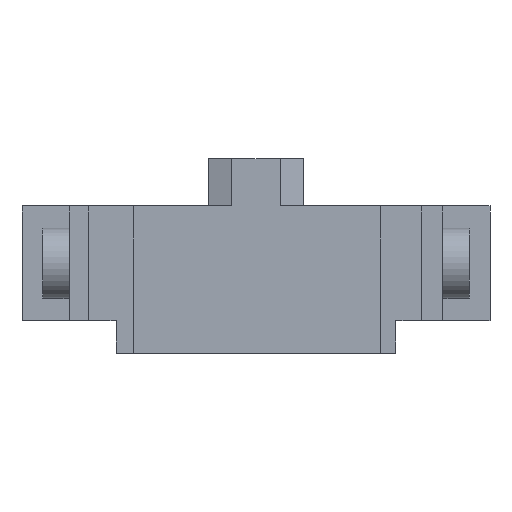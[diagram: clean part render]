
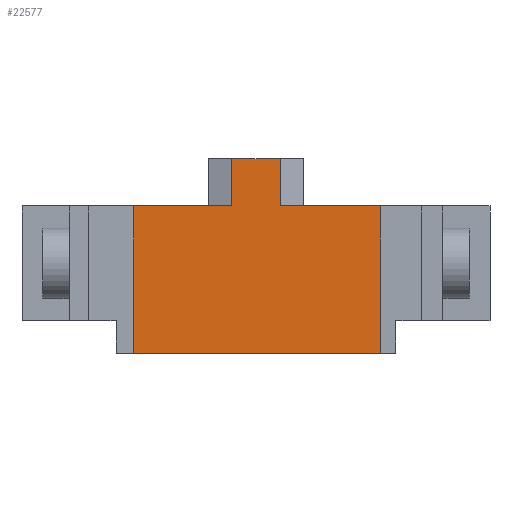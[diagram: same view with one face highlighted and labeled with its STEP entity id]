
A CAD part, front view. The second image highlights one B-rep face of the part: STEP entity #22577.
In plain terms, the highlighted planar face has unit normal (0, -1, 0).
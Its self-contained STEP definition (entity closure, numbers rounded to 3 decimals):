
#2900 = PLANE('',#2901);
#2901 = AXIS2_PLACEMENT_3D('',#2902,#2903,#2904);
#2902 = CARTESIAN_POINT('',(-15.9,-20.,3.4));
#2903 = DIRECTION('',(0.,0.,1.));
#2904 = DIRECTION('',(1.,0.,-0.));
#3765 = PLANE('',#3766);
#3766 = AXIS2_PLACEMENT_3D('',#3767,#3768,#3769);
#3767 = CARTESIAN_POINT('',(8.45,-19.4,3.4));
#3768 = DIRECTION('',(-1.,0.,0.));
#3769 = DIRECTION('',(0.,-1.,0.));
#3793 = PLANE('',#3794);
#3794 = AXIS2_PLACEMENT_3D('',#3795,#3796,#3797);
#3795 = CARTESIAN_POINT('',(-12.7,-19.9,-6.6));
#3796 = DIRECTION('',(0.,0.,-1.));
#3797 = DIRECTION('',(0.,1.,0.));
#4752 = PLANE('',#4753);
#4753 = AXIS2_PLACEMENT_3D('',#4754,#4755,#4756);
#4754 = CARTESIAN_POINT('',(-8.3,-19.3,3.4));
#4755 = DIRECTION('',(-1.,0.,0.));
#4756 = DIRECTION('',(0.,-1.,0.));
#4780 = PLANE('',#4781);
#4781 = AXIS2_PLACEMENT_3D('',#4782,#4783,#4784);
#4782 = CARTESIAN_POINT('',(-15.9,-20.,3.4));
#4783 = DIRECTION('',(0.,0.,1.));
#4784 = DIRECTION('',(1.,0.,-0.));
#8198 = VERTEX_POINT('',#8199);
#8199 = CARTESIAN_POINT('',(1.65,-19.9,3.4));
#8215 = PLANE('',#8216);
#8216 = AXIS2_PLACEMENT_3D('',#8217,#8218,#8219);
#8217 = CARTESIAN_POINT('',(2.45,-19.667,3.4));
#8218 = DIRECTION('',(0.28,-0.96,0.));
#8219 = DIRECTION('',(0.,0.,-1.));
#8227 = EDGE_CURVE('',#8228,#8198,#8230,.T.);
#8228 = VERTEX_POINT('',#8229);
#8229 = CARTESIAN_POINT('',(8.45,-19.9,3.4));
#8230 = SURFACE_CURVE('',#8231,(#8235,#8242),.PCURVE_S1.);
#8231 = LINE('',#8232,#8233);
#8232 = CARTESIAN_POINT('',(12.7,-19.9,3.4));
#8233 = VECTOR('',#8234,1.);
#8234 = DIRECTION('',(-1.,0.,0.));
#8235 = PCURVE('',#2900,#8236);
#8236 = DEFINITIONAL_REPRESENTATION('',(#8237),#8241);
#8237 = LINE('',#8238,#8239);
#8238 = CARTESIAN_POINT('',(28.6,0.1));
#8239 = VECTOR('',#8240,1.);
#8240 = DIRECTION('',(-1.,0.));
#8241 = ( GEOMETRIC_REPRESENTATION_CONTEXT(2) 
PARAMETRIC_REPRESENTATION_CONTEXT() REPRESENTATION_CONTEXT('2D SPACE',''
  ) );
#8242 = PCURVE('',#8243,#8248);
#8243 = PLANE('',#8244);
#8244 = AXIS2_PLACEMENT_3D('',#8245,#8246,#8247);
#8245 = CARTESIAN_POINT('',(9.5,-19.9,-6.6));
#8246 = DIRECTION('',(0.,1.,0.));
#8247 = DIRECTION('',(0.,0.,1.));
#8248 = DEFINITIONAL_REPRESENTATION('',(#8249),#8253);
#8249 = LINE('',#8250,#8251);
#8250 = CARTESIAN_POINT('',(10.,3.2));
#8251 = VECTOR('',#8252,1.);
#8252 = DIRECTION('',(0.,-1.));
#8253 = ( GEOMETRIC_REPRESENTATION_CONTEXT(2) 
PARAMETRIC_REPRESENTATION_CONTEXT() REPRESENTATION_CONTEXT('2D SPACE',''
  ) );
#11722 = VERTEX_POINT('',#11723);
#11723 = CARTESIAN_POINT('',(-8.3,-19.9,-6.6));
#11754 = VERTEX_POINT('',#11755);
#11755 = CARTESIAN_POINT('',(8.45,-19.9,-6.6));
#11776 = EDGE_CURVE('',#11754,#11722,#11777,.T.);
#11777 = SURFACE_CURVE('',#11778,(#11782,#11789),.PCURVE_S1.);
#11778 = LINE('',#11779,#11780);
#11779 = CARTESIAN_POINT('',(8.45,-19.9,-6.6));
#11780 = VECTOR('',#11781,1.);
#11781 = DIRECTION('',(-1.,0.,0.));
#11782 = PCURVE('',#3793,#11783);
#11783 = DEFINITIONAL_REPRESENTATION('',(#11784),#11788);
#11784 = LINE('',#11785,#11786);
#11785 = CARTESIAN_POINT('',(0.,21.15));
#11786 = VECTOR('',#11787,1.);
#11787 = DIRECTION('',(0.,-1.));
#11788 = ( GEOMETRIC_REPRESENTATION_CONTEXT(2) 
PARAMETRIC_REPRESENTATION_CONTEXT() REPRESENTATION_CONTEXT('2D SPACE',''
  ) );
#11789 = PCURVE('',#8243,#11790);
#11790 = DEFINITIONAL_REPRESENTATION('',(#11791),#11795);
#11791 = LINE('',#11792,#11793);
#11792 = CARTESIAN_POINT('',(0.,-1.05));
#11793 = VECTOR('',#11794,1.);
#11794 = DIRECTION('',(0.,-1.));
#11795 = ( GEOMETRIC_REPRESENTATION_CONTEXT(2) 
PARAMETRIC_REPRESENTATION_CONTEXT() REPRESENTATION_CONTEXT('2D SPACE',''
  ) );
#12607 = EDGE_CURVE('',#11754,#8228,#12608,.T.);
#12608 = SURFACE_CURVE('',#12609,(#12613,#12620),.PCURVE_S1.);
#12609 = LINE('',#12610,#12611);
#12610 = CARTESIAN_POINT('',(8.45,-19.9,-0.5));
#12611 = VECTOR('',#12612,1.);
#12612 = DIRECTION('',(0.,-0.,1.));
#12613 = PCURVE('',#3765,#12614);
#12614 = DEFINITIONAL_REPRESENTATION('',(#12615),#12619);
#12615 = LINE('',#12616,#12617);
#12616 = CARTESIAN_POINT('',(0.5,-3.9));
#12617 = VECTOR('',#12618,1.);
#12618 = DIRECTION('',(0.,1.));
#12619 = ( GEOMETRIC_REPRESENTATION_CONTEXT(2) 
PARAMETRIC_REPRESENTATION_CONTEXT() REPRESENTATION_CONTEXT('2D SPACE',''
  ) );
#12620 = PCURVE('',#8243,#12621);
#12621 = DEFINITIONAL_REPRESENTATION('',(#12622),#12626);
#12622 = LINE('',#12623,#12624);
#12623 = CARTESIAN_POINT('',(6.1,-1.05));
#12624 = VECTOR('',#12625,1.);
#12625 = DIRECTION('',(1.,0.));
#12626 = ( GEOMETRIC_REPRESENTATION_CONTEXT(2) 
PARAMETRIC_REPRESENTATION_CONTEXT() REPRESENTATION_CONTEXT('2D SPACE',''
  ) );
#12734 = VERTEX_POINT('',#12735);
#12735 = CARTESIAN_POINT('',(-8.3,-19.9,3.4));
#12756 = EDGE_CURVE('',#12757,#12734,#12759,.T.);
#12757 = VERTEX_POINT('',#12758);
#12758 = CARTESIAN_POINT('',(-1.65,-19.9,3.4));
#12759 = SURFACE_CURVE('',#12760,(#12764,#12771),.PCURVE_S1.);
#12760 = LINE('',#12761,#12762);
#12761 = CARTESIAN_POINT('',(12.7,-19.9,3.4));
#12762 = VECTOR('',#12763,1.);
#12763 = DIRECTION('',(-1.,0.,0.));
#12764 = PCURVE('',#4780,#12765);
#12765 = DEFINITIONAL_REPRESENTATION('',(#12766),#12770);
#12766 = LINE('',#12767,#12768);
#12767 = CARTESIAN_POINT('',(28.6,0.1));
#12768 = VECTOR('',#12769,1.);
#12769 = DIRECTION('',(-1.,0.));
#12770 = ( GEOMETRIC_REPRESENTATION_CONTEXT(2) 
PARAMETRIC_REPRESENTATION_CONTEXT() REPRESENTATION_CONTEXT('2D SPACE',''
  ) );
#12771 = PCURVE('',#8243,#12772);
#12772 = DEFINITIONAL_REPRESENTATION('',(#12773),#12777);
#12773 = LINE('',#12774,#12775);
#12774 = CARTESIAN_POINT('',(10.,3.2));
#12775 = VECTOR('',#12776,1.);
#12776 = DIRECTION('',(0.,-1.));
#12777 = ( GEOMETRIC_REPRESENTATION_CONTEXT(2) 
PARAMETRIC_REPRESENTATION_CONTEXT() REPRESENTATION_CONTEXT('2D SPACE',''
  ) );
#12795 = PLANE('',#12796);
#12796 = AXIS2_PLACEMENT_3D('',#12797,#12798,#12799);
#12797 = CARTESIAN_POINT('',(-2.45,-19.667,3.4));
#12798 = DIRECTION('',(0.28,0.96,0.));
#12799 = DIRECTION('',(0.,0.,-1.));
#15679 = EDGE_CURVE('',#11722,#12734,#15680,.T.);
#15680 = SURFACE_CURVE('',#15681,(#15685,#15692),.PCURVE_S1.);
#15681 = LINE('',#15682,#15683);
#15682 = CARTESIAN_POINT('',(-8.3,-19.9,-0.5));
#15683 = VECTOR('',#15684,1.);
#15684 = DIRECTION('',(0.,-0.,1.));
#15685 = PCURVE('',#4752,#15686);
#15686 = DEFINITIONAL_REPRESENTATION('',(#15687),#15691);
#15687 = LINE('',#15688,#15689);
#15688 = CARTESIAN_POINT('',(0.6,-3.9));
#15689 = VECTOR('',#15690,1.);
#15690 = DIRECTION('',(0.,1.));
#15691 = ( GEOMETRIC_REPRESENTATION_CONTEXT(2) 
PARAMETRIC_REPRESENTATION_CONTEXT() REPRESENTATION_CONTEXT('2D SPACE',''
  ) );
#15692 = PCURVE('',#8243,#15693);
#15693 = DEFINITIONAL_REPRESENTATION('',(#15694),#15698);
#15694 = LINE('',#15695,#15696);
#15695 = CARTESIAN_POINT('',(6.1,-17.8));
#15696 = VECTOR('',#15697,1.);
#15697 = DIRECTION('',(1.,0.));
#15698 = ( GEOMETRIC_REPRESENTATION_CONTEXT(2) 
PARAMETRIC_REPRESENTATION_CONTEXT() REPRESENTATION_CONTEXT('2D SPACE',''
  ) );
#16288 = PLANE('',#16289);
#16289 = AXIS2_PLACEMENT_3D('',#16290,#16291,#16292);
#16290 = CARTESIAN_POINT('',(-1.65,-20.,6.6));
#16291 = DIRECTION('',(0.,0.,1.));
#16292 = DIRECTION('',(1.,0.,-0.));
#17717 = EDGE_CURVE('',#8198,#17718,#17720,.T.);
#17718 = VERTEX_POINT('',#17719);
#17719 = CARTESIAN_POINT('',(1.65,-19.9,6.6));
#17720 = SURFACE_CURVE('',#17721,(#17725,#17732),.PCURVE_S1.);
#17721 = LINE('',#17722,#17723);
#17722 = CARTESIAN_POINT('',(1.65,-19.9,5.));
#17723 = VECTOR('',#17724,1.);
#17724 = DIRECTION('',(-0.,0.,1.));
#17725 = PCURVE('',#8215,#17726);
#17726 = DEFINITIONAL_REPRESENTATION('',(#17727),#17731);
#17727 = LINE('',#17728,#17729);
#17728 = CARTESIAN_POINT('',(-1.6,-0.833));
#17729 = VECTOR('',#17730,1.);
#17730 = DIRECTION('',(-1.,0.));
#17731 = ( GEOMETRIC_REPRESENTATION_CONTEXT(2) 
PARAMETRIC_REPRESENTATION_CONTEXT() REPRESENTATION_CONTEXT('2D SPACE',''
  ) );
#17732 = PCURVE('',#8243,#17733);
#17733 = DEFINITIONAL_REPRESENTATION('',(#17734),#17738);
#17734 = LINE('',#17735,#17736);
#17735 = CARTESIAN_POINT('',(11.6,-7.85));
#17736 = VECTOR('',#17737,1.);
#17737 = DIRECTION('',(1.,0.));
#17738 = ( GEOMETRIC_REPRESENTATION_CONTEXT(2) 
PARAMETRIC_REPRESENTATION_CONTEXT() REPRESENTATION_CONTEXT('2D SPACE',''
  ) );
#22577 = ADVANCED_FACE('',(#22578),#8243,.F.);
#22578 = FACE_BOUND('',#22579,.F.);
#22579 = EDGE_LOOP('',(#22580,#22581,#22582,#22605,#22626,#22627,#22628,
    #22629));
#22580 = ORIENTED_EDGE('',*,*,#15679,.T.);
#22581 = ORIENTED_EDGE('',*,*,#12756,.F.);
#22582 = ORIENTED_EDGE('',*,*,#22583,.F.);
#22583 = EDGE_CURVE('',#22584,#12757,#22586,.T.);
#22584 = VERTEX_POINT('',#22585);
#22585 = CARTESIAN_POINT('',(-1.65,-19.9,6.6));
#22586 = SURFACE_CURVE('',#22587,(#22591,#22598),.PCURVE_S1.);
#22587 = LINE('',#22588,#22589);
#22588 = CARTESIAN_POINT('',(-1.65,-19.9,3.4));
#22589 = VECTOR('',#22590,1.);
#22590 = DIRECTION('',(0.,0.,-1.));
#22591 = PCURVE('',#8243,#22592);
#22592 = DEFINITIONAL_REPRESENTATION('',(#22593),#22597);
#22593 = LINE('',#22594,#22595);
#22594 = CARTESIAN_POINT('',(10.,-11.15));
#22595 = VECTOR('',#22596,1.);
#22596 = DIRECTION('',(-1.,0.));
#22597 = ( GEOMETRIC_REPRESENTATION_CONTEXT(2) 
PARAMETRIC_REPRESENTATION_CONTEXT() REPRESENTATION_CONTEXT('2D SPACE',''
  ) );
#22598 = PCURVE('',#12795,#22599);
#22599 = DEFINITIONAL_REPRESENTATION('',(#22600),#22604);
#22600 = LINE('',#22601,#22602);
#22601 = CARTESIAN_POINT('',(0.,-0.833));
#22602 = VECTOR('',#22603,1.);
#22603 = DIRECTION('',(1.,-0.));
#22604 = ( GEOMETRIC_REPRESENTATION_CONTEXT(2) 
PARAMETRIC_REPRESENTATION_CONTEXT() REPRESENTATION_CONTEXT('2D SPACE',''
  ) );
#22605 = ORIENTED_EDGE('',*,*,#22606,.F.);
#22606 = EDGE_CURVE('',#17718,#22584,#22607,.T.);
#22607 = SURFACE_CURVE('',#22608,(#22612,#22619),.PCURVE_S1.);
#22608 = LINE('',#22609,#22610);
#22609 = CARTESIAN_POINT('',(3.25,-19.9,6.6));
#22610 = VECTOR('',#22611,1.);
#22611 = DIRECTION('',(-1.,0.,0.));
#22612 = PCURVE('',#8243,#22613);
#22613 = DEFINITIONAL_REPRESENTATION('',(#22614),#22618);
#22614 = LINE('',#22615,#22616);
#22615 = CARTESIAN_POINT('',(13.2,-6.25));
#22616 = VECTOR('',#22617,1.);
#22617 = DIRECTION('',(0.,-1.));
#22618 = ( GEOMETRIC_REPRESENTATION_CONTEXT(2) 
PARAMETRIC_REPRESENTATION_CONTEXT() REPRESENTATION_CONTEXT('2D SPACE',''
  ) );
#22619 = PCURVE('',#16288,#22620);
#22620 = DEFINITIONAL_REPRESENTATION('',(#22621),#22625);
#22621 = LINE('',#22622,#22623);
#22622 = CARTESIAN_POINT('',(4.9,0.1));
#22623 = VECTOR('',#22624,1.);
#22624 = DIRECTION('',(-1.,0.));
#22625 = ( GEOMETRIC_REPRESENTATION_CONTEXT(2) 
PARAMETRIC_REPRESENTATION_CONTEXT() REPRESENTATION_CONTEXT('2D SPACE',''
  ) );
#22626 = ORIENTED_EDGE('',*,*,#17717,.F.);
#22627 = ORIENTED_EDGE('',*,*,#8227,.F.);
#22628 = ORIENTED_EDGE('',*,*,#12607,.F.);
#22629 = ORIENTED_EDGE('',*,*,#11776,.T.);
